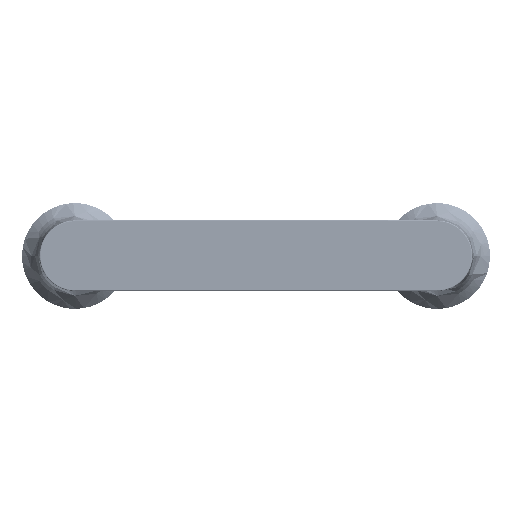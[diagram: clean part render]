
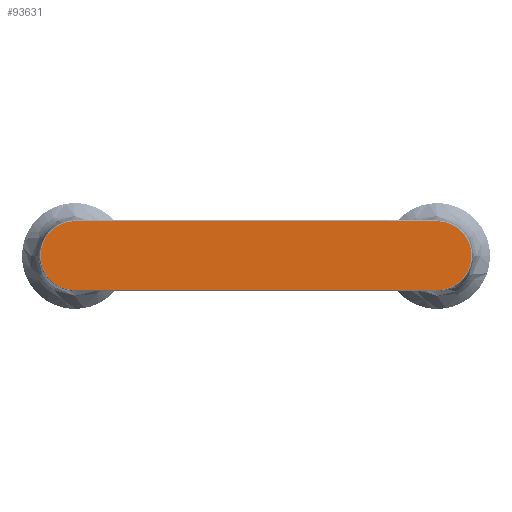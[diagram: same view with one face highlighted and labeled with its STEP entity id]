
A CAD part, top view. The second image highlights one B-rep face of the part: STEP entity #93631.
In plain terms, the highlighted free-form (B-spline) face has degree [1, 1] with [2, 2] control points.
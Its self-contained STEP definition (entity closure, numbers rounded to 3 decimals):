
#92384 = VERTEX_POINT('',#92385);
#92385 = CARTESIAN_POINT('',(124.945,0.,
    111.986));
#92391 = EDGE_CURVE('',#92392,#92384,#92394,.T.);
#92392 = VERTEX_POINT('',#92393);
#92393 = CARTESIAN_POINT('',(105.03,-19.915,
    111.986));
#92394 = ( BOUNDED_CURVE() B_SPLINE_CURVE(2,(#92395,#92396,#92397),
.UNSPECIFIED.,.F.,.F.) B_SPLINE_CURVE_WITH_KNOTS((3,3),(4.712,
6.283),.PIECEWISE_BEZIER_KNOTS.) CURVE() 
GEOMETRIC_REPRESENTATION_ITEM() RATIONAL_B_SPLINE_CURVE((1.,
0.707,1.)) REPRESENTATION_ITEM('') );
#92395 = CARTESIAN_POINT('',(105.03,-19.915,
    111.986));
#92396 = CARTESIAN_POINT('',(124.945,-19.915,
    111.986));
#92397 = CARTESIAN_POINT('',(124.945,0.,
    111.986));
#93631 = ADVANCED_FACE('',(#93632),#93665,.T.);
#93632 = FACE_BOUND('',#93633,.T.);
#93633 = EDGE_LOOP('',(#93634,#93635,#93643,#93650,#93660));
#93634 = ORIENTED_EDGE('',*,*,#92391,.T.);
#93635 = ORIENTED_EDGE('',*,*,#93636,.T.);
#93636 = EDGE_CURVE('',#92384,#93637,#93639,.T.);
#93637 = VERTEX_POINT('',#93638);
#93638 = CARTESIAN_POINT('',(105.03,19.915,
    111.986));
#93639 = ( BOUNDED_CURVE() B_SPLINE_CURVE(2,(#93640,#93641,#93642),
.UNSPECIFIED.,.F.,.F.) B_SPLINE_CURVE_WITH_KNOTS((3,3),(0.,
1.571),.PIECEWISE_BEZIER_KNOTS.) CURVE() 
GEOMETRIC_REPRESENTATION_ITEM() RATIONAL_B_SPLINE_CURVE((1.,
0.707,1.)) REPRESENTATION_ITEM('') );
#93640 = CARTESIAN_POINT('',(124.945,0.,
    111.986));
#93641 = CARTESIAN_POINT('',(124.945,19.915,
    111.986));
#93642 = CARTESIAN_POINT('',(105.03,19.915,
    111.986));
#93643 = ORIENTED_EDGE('',*,*,#93644,.T.);
#93644 = EDGE_CURVE('',#93637,#93645,#93647,.T.);
#93645 = VERTEX_POINT('',#93646);
#93646 = CARTESIAN_POINT('',(-105.03,19.915,
    111.986));
#93647 = B_SPLINE_CURVE_WITH_KNOTS('',1,(#93648,#93649),.UNSPECIFIED.,
  .F.,.F.,(2,2),(-154.,0.),.PIECEWISE_BEZIER_KNOTS.);
#93648 = CARTESIAN_POINT('',(105.03,19.915,
    111.986));
#93649 = CARTESIAN_POINT('',(-105.03,19.915,
    111.986));
#93650 = ORIENTED_EDGE('',*,*,#93651,.T.);
#93651 = EDGE_CURVE('',#93645,#93652,#93654,.T.);
#93652 = VERTEX_POINT('',#93653);
#93653 = CARTESIAN_POINT('',(-105.03,-19.915,
    111.986));
#93654 = ( BOUNDED_CURVE() B_SPLINE_CURVE(2,(#93655,#93656,#93657,#93658
,#93659),.UNSPECIFIED.,.F.,.F.) B_SPLINE_CURVE_WITH_KNOTS((3,2,3),(
    1.571,3.142,4.712),
.PIECEWISE_BEZIER_KNOTS.) CURVE() GEOMETRIC_REPRESENTATION_ITEM() 
RATIONAL_B_SPLINE_CURVE((1.,0.707,1.,0.707,1.)) 
REPRESENTATION_ITEM('') );
#93655 = CARTESIAN_POINT('',(-105.03,19.915,
    111.986));
#93656 = CARTESIAN_POINT('',(-124.945,19.915,
    111.986));
#93657 = CARTESIAN_POINT('',(-124.945,0.,
    111.986));
#93658 = CARTESIAN_POINT('',(-124.945,-19.915,
    111.986));
#93659 = CARTESIAN_POINT('',(-105.03,-19.915,
    111.986));
#93660 = ORIENTED_EDGE('',*,*,#93661,.T.);
#93661 = EDGE_CURVE('',#93652,#92392,#93662,.T.);
#93662 = B_SPLINE_CURVE_WITH_KNOTS('',1,(#93663,#93664),.UNSPECIFIED.,
  .F.,.F.,(2,2),(0.,154.),.PIECEWISE_BEZIER_KNOTS.);
#93663 = CARTESIAN_POINT('',(-105.03,-19.915,
    111.986));
#93664 = CARTESIAN_POINT('',(105.03,-19.915,
    111.986));
#93665 = B_SPLINE_SURFACE_WITH_KNOTS('',1,1,(
    (#93666,#93667)
    ,(#93668,#93669
    )),.UNSPECIFIED.,.F.,.F.,.F.,(2,2),(2,2),(-14.6,168.6),(-14.6,14.6),
  .PIECEWISE_BEZIER_KNOTS.);
#93666 = CARTESIAN_POINT('',(-124.945,-19.915,
    111.986));
#93667 = CARTESIAN_POINT('',(-124.945,19.915,
    111.986));
#93668 = CARTESIAN_POINT('',(124.945,-19.915,
    111.986));
#93669 = CARTESIAN_POINT('',(124.945,19.915,
    111.986));
